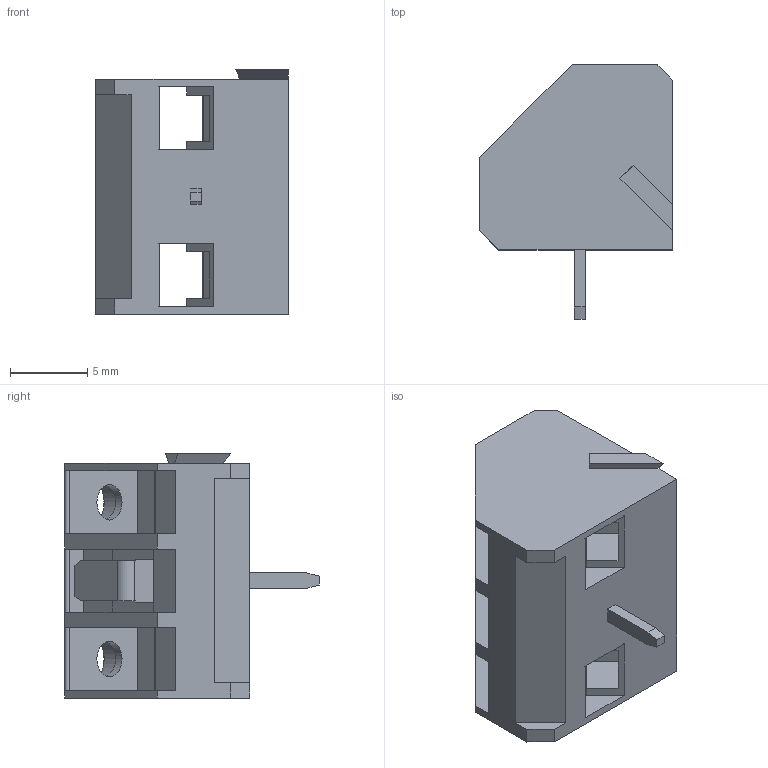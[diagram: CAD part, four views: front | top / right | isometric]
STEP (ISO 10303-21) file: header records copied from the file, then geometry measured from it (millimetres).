
FILE_DESCRIPTION( ( 'Unknown' ), '1' );
FILE_NAME( '691201620101.stp', 'Unknown', ( 'Unknown' ), ( 'Unknown' ), 'PSStep 18.0.17', 'Unknown', ' ' );
FILE_SCHEMA( ( 'AUTOMOTIVE_DESIGN { 1 0 10303 214 1 1 1 1 }' ) );
Length unit declared in the file: millimetre
Products named in the file (2): Assem1; COB10.16_1B
Assembly tree (1 placements, depth 2):
  Assem1
    COB10.16_1B
Bounding box: 12.5 x 16.5 x 15.84 mm (x, y, z)
Volume: 1116.2 mm3; surface area: 1596.6 mm2
Topology: 1 solids, 1 shells, 144 faces, 428 edges, 285 vertices
Faces by surface type: plane 133, cylinder 11
Full cylindrical faces by diameter (mm): 2.3 x2, 3.6 x3
Entity records: 5912 total; most frequent: CARTESIAN_POINT 848, ORIENTED_EDGE 840, DIRECTION 746, EDGE_CURVE 420, LINE 386, VECTOR 386, VERTEX_POINT 282, AXIS2_PLACEMENT_3D 180
